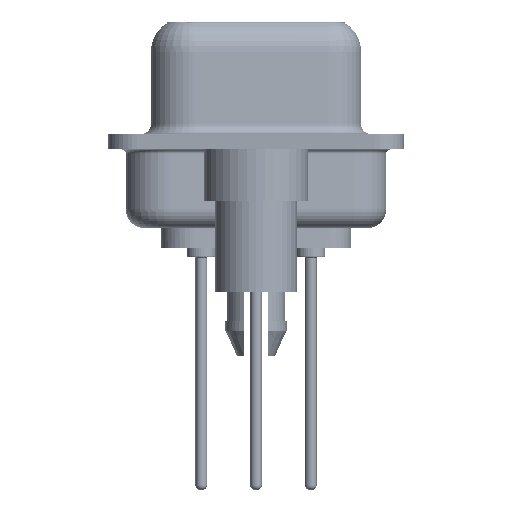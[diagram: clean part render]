
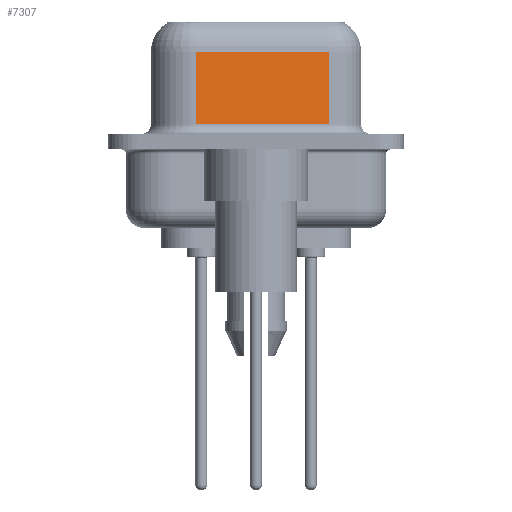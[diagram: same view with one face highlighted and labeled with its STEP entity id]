
A CAD part, left-side view. The second image highlights one B-rep face of the part: STEP entity #7307.
In plain terms, the highlighted planar face has unit normal (-0.985, -0.174, 0).
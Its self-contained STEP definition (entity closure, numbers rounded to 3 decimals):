
#402 = CARTESIAN_POINT ( 'NONE',  ( 5.647, -3.797, 4.65 ) ) ;
#853 = VECTOR ( 'NONE', #32023, 1000. ) ;
#3962 = DIRECTION ( 'NONE',  ( -0.174, 0.985, 0. ) ) ;
#6396 = DIRECTION ( 'NONE',  ( 0.985, 0.174, 0. ) ) ;
#7307 = ADVANCED_FACE ( 'NONE', ( #19807 ), #25323, .F. ) ;
#8638 = LINE ( 'NONE', #29608, #26419 ) ;
#12744 = EDGE_CURVE ( 'NONE', #22606, #13900, #8638, .T. ) ;
#13668 = LINE ( 'NONE', #402, #853 ) ;
#13900 = VERTEX_POINT ( 'NONE', #14390 ) ;
#14249 = ORIENTED_EDGE ( 'NONE', *, *, #12744, .T. ) ;
#14390 = CARTESIAN_POINT ( 'NONE',  ( 5.647, -3.797, 0.9 ) ) ;
#15010 = LINE ( 'NONE', #25210, #27393 ) ;
#15824 = VERTEX_POINT ( 'NONE', #31518 ) ;
#15844 = DIRECTION ( 'NONE',  ( 0.174, -0.985, 0. ) ) ;
#18325 = EDGE_CURVE ( 'NONE', #28460, #13900, #32108, .T. ) ;
#19725 = AXIS2_PLACEMENT_3D ( 'NONE', #22390, #6396, #3962 ) ;
#19807 = FACE_OUTER_BOUND ( 'NONE', #28092, .T. ) ;
#20365 = ORIENTED_EDGE ( 'NONE', *, *, #27886, .T. ) ;
#21651 = DIRECTION ( 'NONE',  ( 0., 0., -1. ) ) ;
#22390 = CARTESIAN_POINT ( 'NONE',  ( 5.647, -3.797, 6.4 ) ) ;
#22606 = VERTEX_POINT ( 'NONE', #29302 ) ;
#22624 = DIRECTION ( 'NONE',  ( 0., 0., -1. ) ) ;
#24401 = CARTESIAN_POINT ( 'NONE',  ( 5.647, -3.797, 6.4 ) ) ;
#25210 = CARTESIAN_POINT ( 'NONE',  ( 4.43, 3.103, 6.4 ) ) ;
#25323 = PLANE ( 'NONE',  #19725 ) ;
#26153 = VECTOR ( 'NONE', #21651, 1000. ) ;
#26419 = VECTOR ( 'NONE', #15844, 1000. ) ;
#26941 = ORIENTED_EDGE ( 'NONE', *, *, #18325, .F. ) ;
#27393 = VECTOR ( 'NONE', #22624, 1000. ) ;
#27886 = EDGE_CURVE ( 'NONE', #15824, #22606, #15010, .T. ) ;
#28092 = EDGE_LOOP ( 'NONE', ( #26941, #28740, #20365, #14249 ) ) ;
#28460 = VERTEX_POINT ( 'NONE', #28877 ) ;
#28740 = ORIENTED_EDGE ( 'NONE', *, *, #30444, .T. ) ;
#28877 = CARTESIAN_POINT ( 'NONE',  ( 5.647, -3.797, 4.65 ) ) ;
#29302 = CARTESIAN_POINT ( 'NONE',  ( 4.43, 3.103, 0.9 ) ) ;
#29608 = CARTESIAN_POINT ( 'NONE',  ( 5.647, -3.797, 0.9 ) ) ;
#30444 = EDGE_CURVE ( 'NONE', #28460, #15824, #13668, .T. ) ;
#31518 = CARTESIAN_POINT ( 'NONE',  ( 4.43, 3.103, 4.65 ) ) ;
#32023 = DIRECTION ( 'NONE',  ( -0.174, 0.985, 0. ) ) ;
#32108 = LINE ( 'NONE', #24401, #26153 ) ;
